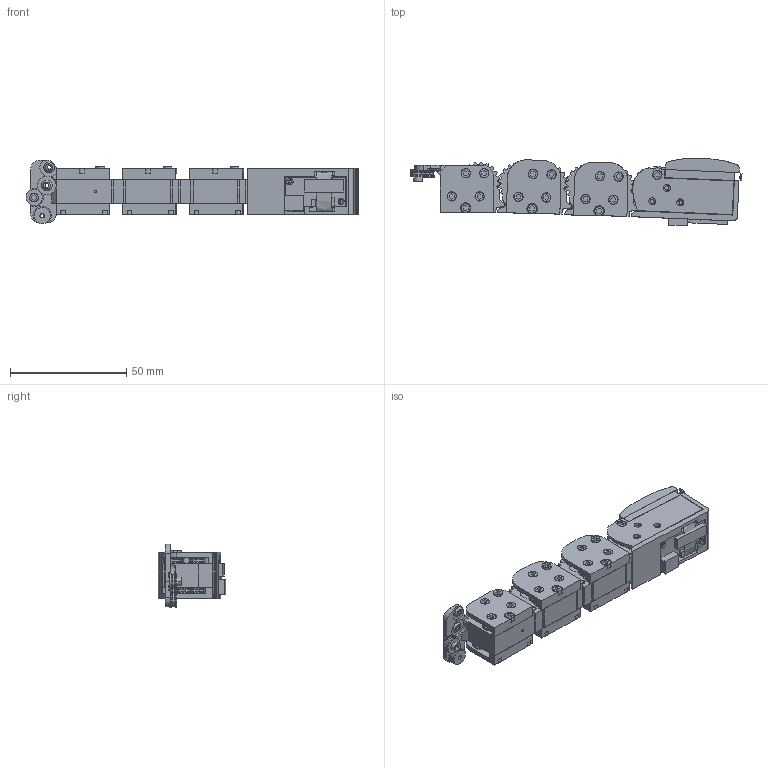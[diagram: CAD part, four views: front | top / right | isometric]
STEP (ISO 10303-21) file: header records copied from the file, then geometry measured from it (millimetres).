
FILE_DESCRIPTION(('CATIA V5 STEP Exchange'),'2;1');
FILE_NAME('finger_with_tactile_fingertip.stp','2024-06-20T12:20:41+00:00',('none'),('none'),'CATIA Version 5 Release 21 GA (IN-10)','CATIA V5 STEP AP214','none');
FILE_SCHEMA(('AUTOMOTIVE_DESIGN { 1 0 10303 214 1 1 1 1 }'));
Length unit declared in the file: millimetre
Products named in the file (27): softfinger with active antagonsim; middle phalange with active antagonsim; M2x6BOLT.1; M2x6BOLT.1.1.1; Part1.2; BearingD7W3; hand_v2_mid_cover_mirrorside.1.1; base cover 2; base phanlange with AA; base phalange with AA; base_cover_mirrorside.1.1.1; M2x6BOLT.1.1; base_cover_mirrorside.1; Tactile_fingertip_v3; fingertip_skeleton; PIP_camera; fingertip_camera_board; fingertip_camera; fingertip_camera_lens; Tactile_Fingertip_v4; Fingertip_skin_surfacev4; Fingertip_marker_v4; black_cover; Fingertip_cover_right; Fingertip_cover_left; AA_Tactile_fingertip_led_strip; phalange_connector 16.8
Assembly tree (69 placements, depth 4):
  softfinger with active antagonsim
    middle phalange with active antagonsim  x2
      M2x6BOLT.1
      M2x6BOLT.1.1.1
      Part1.2
      BearingD7W3
      hand_v2_mid_cover_mirrorside.1.1
      base cover 2
    base phanlange with AA
      base phalange with AA
      BearingD7W3  x8
      base_cover_mirrorside.1.1.1
      M2x6BOLT.1.1  x10
      M2x6BOLT.1.1.1
      base_cover_mirrorside.1
    Tactile_fingertip_v3
      fingertip_skeleton
      PIP_camera
        fingertip_camera_board
        fingertip_camera
        fingertip_camera_lens
      BearingD7W3  x3
      Tactile_Fingertip_v4
        Fingertip_skin_surfacev4
        Fingertip_marker_v4
        black_cover
      Fingertip_cover_right
      Fingertip_cover_left
      M2x6BOLT.1.1.1
      M2x6BOLT.1.1  x4
      AA_Tactile_fingertip_led_strip
    phalange_connector 16.8  x3
Bounding box: 143.05 x 29.09 x 27.4 mm (x, y, z)
Volume: 34993.2 mm3; surface area: 40759.9 mm2
Topology: 122 solids, 122 shells, 2501 faces, 5965 edges, 3871 vertices
Faces by surface type: plane 995, cylinder 913, bspline 332, cone 246, extrusion 15
Entity records: 39845 total; most frequent: CARTESIAN_POINT 11606, ORIENTED_EDGE 6346, DIRECTION 4007, EDGE_CURVE 3173, VERTEX_POINT 2097, AXIS2_PLACEMENT_3D 1838, EDGE_LOOP 1474, VECTOR 1374
